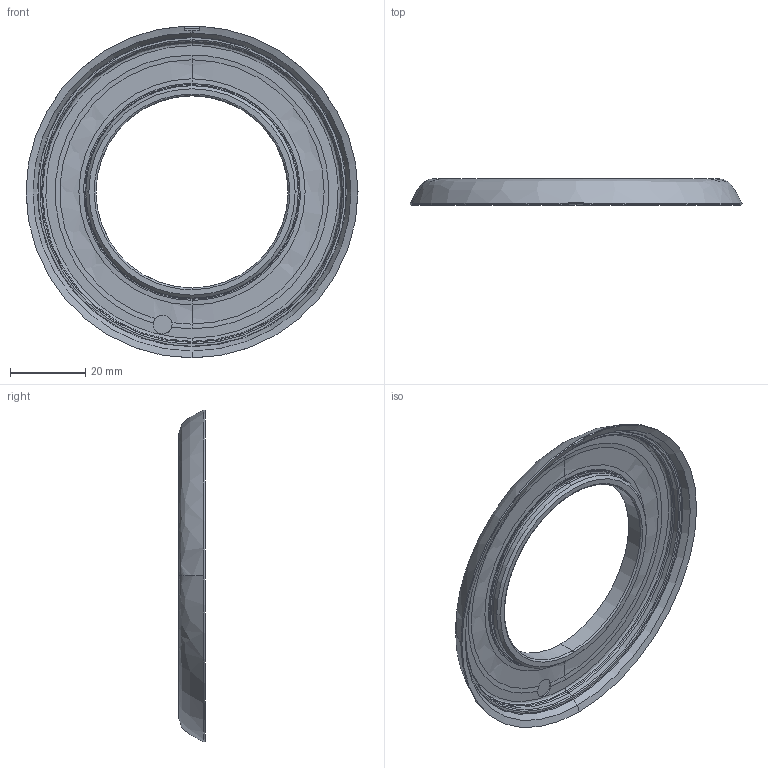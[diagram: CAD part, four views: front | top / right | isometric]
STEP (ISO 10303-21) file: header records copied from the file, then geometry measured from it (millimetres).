
FILE_DESCRIPTION (( 'STEP AP203' ), '1' );
FILE_NAME ('AR3-1X5.step', '2020-02-06T11:59:30', ( '' ), ( '' ), 'SwSTEP 2.0', 'SolidWorks 2019', '' );
FILE_SCHEMA (( 'CONFIG_CONTROL_DESIGN' ));
Length unit declared in the file: inch
Products named in the file (1): AR3-1X5
Bounding box: 88 x 6.9 x 87.95 mm (x, y, z)
Volume: 8526 mm3; surface area: 11242.3 mm2
Topology: 1 solids, 1 shells, 54 faces, 121 edges, 74 vertices
Faces by surface type: bspline 21, cone 17, plane 12, cylinder 4
Entity records: 2785 total; most frequent: CARTESIAN_POINT 1592, ORIENTED_EDGE 242, DIRECTION 226, EDGE_CURVE 121, AXIS2_PLACEMENT_3D 100, VERTEX_POINT 74, CIRCLE 66, EDGE_LOOP 61
